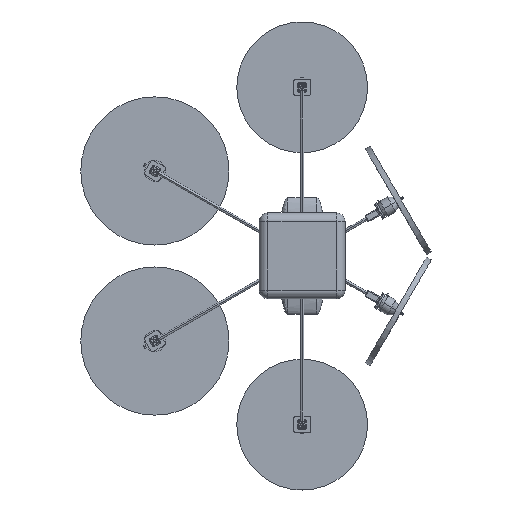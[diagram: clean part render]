
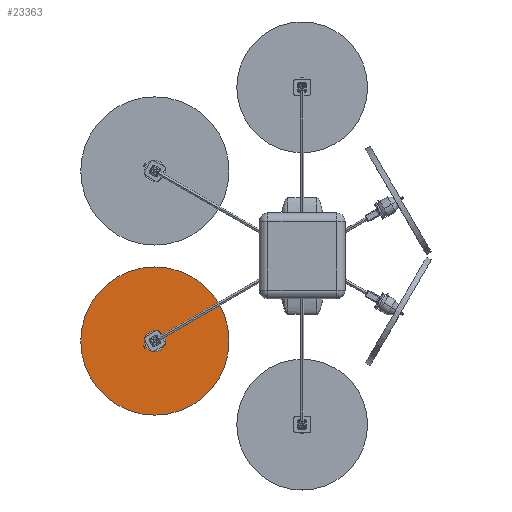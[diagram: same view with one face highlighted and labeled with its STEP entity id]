
A CAD part, top view. The second image highlights one B-rep face of the part: STEP entity #23363.
In plain terms, the highlighted planar face has unit normal (0, 0, 1).
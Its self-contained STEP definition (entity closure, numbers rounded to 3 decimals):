
#23258=CARTESIAN_POINT('',(0.,0.,12.446));
#23259=DIRECTION('',(0.,0.,1.));
#23260=DIRECTION('',(1.,0.,0.));
#23261=AXIS2_PLACEMENT_3D('',#23258,#23259,#23260);
#23263=CARTESIAN_POINT('',(0.,0.,12.446));
#23264=DIRECTION('',(0.,0.,1.));
#23265=DIRECTION('',(-1.,0.,0.));
#23266=AXIS2_PLACEMENT_3D('',#23263,#23264,#23265);
#23268=CARTESIAN_POINT('',(0.,0.,12.446));
#23269=DIRECTION('',(0.,0.,-1.));
#23270=DIRECTION('',(1.,0.,0.));
#23271=AXIS2_PLACEMENT_3D('',#23268,#23269,#23270);
#23273=CARTESIAN_POINT('',(0.,0.,12.446));
#23274=DIRECTION('',(0.,0.,-1.));
#23275=DIRECTION('',(-1.,0.,0.));
#23276=AXIS2_PLACEMENT_3D('',#23273,#23274,#23275);
#23290=CARTESIAN_POINT('',(215.9,0.,12.446));
#23291=CARTESIAN_POINT('',(-215.9,0.,12.446));
#23292=VERTEX_POINT('',#23290);
#23293=VERTEX_POINT('',#23291);
#23298=CARTESIAN_POINT('',(3.175,0.,12.446));
#23299=CARTESIAN_POINT('',(-3.175,0.,12.446));
#23300=VERTEX_POINT('',#23298);
#23301=VERTEX_POINT('',#23299);
#23348=CARTESIAN_POINT('',(0.,0.,12.446));
#23349=DIRECTION('',(0.,0.,1.));
#23350=DIRECTION('',(1.,0.,0.));
#23351=AXIS2_PLACEMENT_3D('',#23348,#23349,#23350);
#23352=PLANE('',#23351);
#23353=ORIENTED_EDGE('',*,*,#23328,.F.);
#23354=ORIENTED_EDGE('',*,*,#23342,.F.);
#23355=EDGE_LOOP('',(#23353,#23354));
#23356=FACE_OUTER_BOUND('',#23355,.F.);
#23358=ORIENTED_EDGE('',*,*,#23357,.F.);
#23360=ORIENTED_EDGE('',*,*,#23359,.F.);
#23361=EDGE_LOOP('',(#23358,#23360));
#23362=FACE_BOUND('',#23361,.F.);
#23363=ADVANCED_FACE('',(#23356,#23362),#23352,.T.);
#23262=CIRCLE('',#23261,215.9);
#23267=CIRCLE('',#23266,215.9);
#23272=CIRCLE('',#23271,3.175);
#23277=CIRCLE('',#23276,3.175);
#23328=EDGE_CURVE('',#23292,#23293,#23262,.T.);
#23342=EDGE_CURVE('',#23293,#23292,#23267,.T.);
#23357=EDGE_CURVE('',#23300,#23301,#23272,.T.);
#23359=EDGE_CURVE('',#23301,#23300,#23277,.T.);
